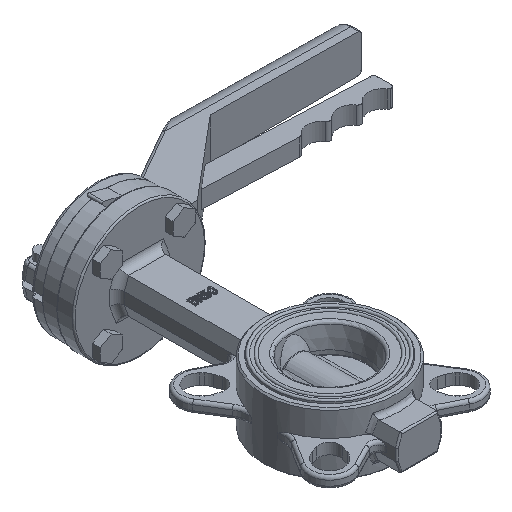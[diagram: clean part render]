
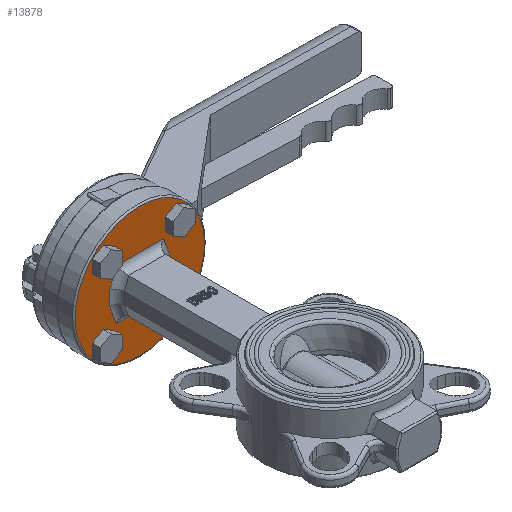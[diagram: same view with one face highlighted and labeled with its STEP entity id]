
A CAD part, isometric view. The second image highlights one B-rep face of the part: STEP entity #13878.
In plain terms, the highlighted planar face has unit normal (0, -1, 0).
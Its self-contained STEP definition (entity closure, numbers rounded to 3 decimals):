
#1284=CIRCLE('',#14996,44.);
#1285=CIRCLE('',#14997,5.);
#1286=CIRCLE('',#14998,5.);
#1287=CIRCLE('',#14999,5.);
#1288=CIRCLE('',#15000,5.);
#3068=ORIENTED_EDGE('',*,*,#6358,.T.);
#3069=ORIENTED_EDGE('',*,*,#6359,.T.);
#3070=ORIENTED_EDGE('',*,*,#6360,.T.);
#3071=ORIENTED_EDGE('',*,*,#6361,.T.);
#3072=ORIENTED_EDGE('',*,*,#6362,.T.);
#3073=ORIENTED_EDGE('',*,*,#6363,.T.);
#3074=ORIENTED_EDGE('',*,*,#6364,.T.);
#3075=ORIENTED_EDGE('',*,*,#6365,.T.);
#3076=ORIENTED_EDGE('',*,*,#6366,.T.);
#3077=ORIENTED_EDGE('',*,*,#6367,.T.);
#3078=ORIENTED_EDGE('',*,*,#6368,.T.);
#3079=ORIENTED_EDGE('',*,*,#6369,.T.);
#3080=ORIENTED_EDGE('',*,*,#6370,.T.);
#6358=EDGE_CURVE('',#8102,#8102,#1284,.F.);
#6359=EDGE_CURVE('',#8103,#8104,#9267,.F.);
#6360=EDGE_CURVE('',#8104,#8105,#9268,.F.);
#6361=EDGE_CURVE('',#8105,#8106,#9269,.F.);
#6362=EDGE_CURVE('',#8106,#8107,#9270,.F.);
#6363=EDGE_CURVE('',#8107,#8108,#9271,.F.);
#6364=EDGE_CURVE('',#8108,#8109,#9272,.F.);
#6365=EDGE_CURVE('',#8109,#8110,#9273,.F.);
#6366=EDGE_CURVE('',#8110,#8103,#9274,.F.);
#6367=EDGE_CURVE('',#8111,#8111,#1285,.T.);
#6368=EDGE_CURVE('',#8112,#8112,#1286,.T.);
#6369=EDGE_CURVE('',#8113,#8113,#1287,.T.);
#6370=EDGE_CURVE('',#8114,#8114,#1288,.T.);
#8102=VERTEX_POINT('',#21976);
#8103=VERTEX_POINT('',#21978);
#8104=VERTEX_POINT('',#21979);
#8105=VERTEX_POINT('',#21981);
#8106=VERTEX_POINT('',#21983);
#8107=VERTEX_POINT('',#21985);
#8108=VERTEX_POINT('',#21987);
#8109=VERTEX_POINT('',#21989);
#8110=VERTEX_POINT('',#21991);
#8111=VERTEX_POINT('',#21994);
#8112=VERTEX_POINT('',#21996);
#8113=VERTEX_POINT('',#21998);
#8114=VERTEX_POINT('',#22000);
#9267=LINE('',#21977,#10221);
#9268=LINE('',#21980,#10222);
#9269=LINE('',#21982,#10223);
#9270=LINE('',#21984,#10224);
#9271=LINE('',#21986,#10225);
#9272=LINE('',#21988,#10226);
#9273=LINE('',#21990,#10227);
#9274=LINE('',#21992,#10228);
#10221=VECTOR('',#17291,1000.);
#10222=VECTOR('',#17292,1000.);
#10223=VECTOR('',#17293,1000.);
#10224=VECTOR('',#17294,1000.);
#10225=VECTOR('',#17295,1000.);
#10226=VECTOR('',#17296,1000.);
#10227=VECTOR('',#17297,1000.);
#10228=VECTOR('',#17298,1000.);
#11049=EDGE_LOOP('',(#3068));
#11050=EDGE_LOOP('',(#3069,#3070,#3071,#3072,#3073,#3074,#3075,#3076));
#11051=EDGE_LOOP('',(#3077));
#11052=EDGE_LOOP('',(#3078));
#11053=EDGE_LOOP('',(#3079));
#11054=EDGE_LOOP('',(#3080));
#12051=FACE_BOUND('',#11049,.T.);
#12052=FACE_BOUND('',#11050,.T.);
#12053=FACE_BOUND('',#11051,.T.);
#12054=FACE_BOUND('',#11052,.T.);
#12055=FACE_BOUND('',#11053,.T.);
#12056=FACE_BOUND('',#11054,.T.);
#12844=PLANE('',#14995);
#13878=ADVANCED_FACE('',(#12051,#12052,#12053,#12054,#12055,#12056),#12844,
 .F.);
#14995=AXIS2_PLACEMENT_3D('',#21974,#17287,#17288);
#14996=AXIS2_PLACEMENT_3D('',#21975,#17289,#17290);
#14997=AXIS2_PLACEMENT_3D('',#21993,#17299,#17300);
#14998=AXIS2_PLACEMENT_3D('',#21995,#17301,#17302);
#14999=AXIS2_PLACEMENT_3D('',#21997,#17303,#17304);
#15000=AXIS2_PLACEMENT_3D('',#21999,#17305,#17306);
#17287=DIRECTION('',(0.,1.,0.));
#17288=DIRECTION('',(0.,0.,1.));
#17289=DIRECTION('',(0.,1.,0.));
#17290=DIRECTION('',(0.,0.,1.));
#17291=DIRECTION('',(0.,0.,-1.));
#17292=DIRECTION('',(-0.351,0.,-0.936));
#17293=DIRECTION('',(-1.,0.,0.));
#17294=DIRECTION('',(-0.351,0.,0.936));
#17295=DIRECTION('',(0.,0.,1.));
#17296=DIRECTION('',(0.351,0.,0.936));
#17297=DIRECTION('',(1.,0.,0.));
#17298=DIRECTION('',(0.351,0.,-0.936));
#17299=DIRECTION('',(0.,1.,0.));
#17300=DIRECTION('',(0.,0.,1.));
#17301=DIRECTION('',(0.,1.,0.));
#17302=DIRECTION('',(0.,0.,1.));
#17303=DIRECTION('',(0.,1.,0.));
#17304=DIRECTION('',(0.,0.,1.));
#17305=DIRECTION('',(0.,1.,0.));
#17306=DIRECTION('',(0.,0.,1.));
#21974=CARTESIAN_POINT('',(0.,129.,0.));
#21975=CARTESIAN_POINT('',(0.,129.,0.));
#21976=CARTESIAN_POINT('',(0.,129.,44.));
#21977=CARTESIAN_POINT('',(-20.5,129.,0.));
#21978=CARTESIAN_POINT('',(-20.5,129.,-4.907));
#21979=CARTESIAN_POINT('',(-20.5,129.,4.907));
#21980=CARTESIAN_POINT('',(-19.586,129.,7.345));
#21981=CARTESIAN_POINT('',(-15.965,129.,17.));
#21982=CARTESIAN_POINT('',(0.,129.,17.));
#21983=CARTESIAN_POINT('',(15.965,129.,17.));
#21984=CARTESIAN_POINT('',(19.586,129.,7.345));
#21985=CARTESIAN_POINT('',(20.5,129.,4.907));
#21986=CARTESIAN_POINT('',(20.5,129.,0.));
#21987=CARTESIAN_POINT('',(20.5,129.,-4.907));
#21988=CARTESIAN_POINT('',(19.586,129.,-7.345));
#21989=CARTESIAN_POINT('',(15.965,129.,-17.));
#21990=CARTESIAN_POINT('',(0.,129.,-17.));
#21991=CARTESIAN_POINT('',(-15.965,129.,-17.));
#21992=CARTESIAN_POINT('',(-19.586,129.,-7.345));
#21993=CARTESIAN_POINT('',(-24.749,129.,24.749));
#21994=CARTESIAN_POINT('',(-24.749,129.,29.749));
#21995=CARTESIAN_POINT('',(24.749,129.,24.749));
#21996=CARTESIAN_POINT('',(24.749,129.,29.749));
#21997=CARTESIAN_POINT('',(24.749,129.,-24.749));
#21998=CARTESIAN_POINT('',(24.749,129.,-19.749));
#21999=CARTESIAN_POINT('',(-24.749,129.,-24.749));
#22000=CARTESIAN_POINT('',(-24.749,129.,-19.749));
